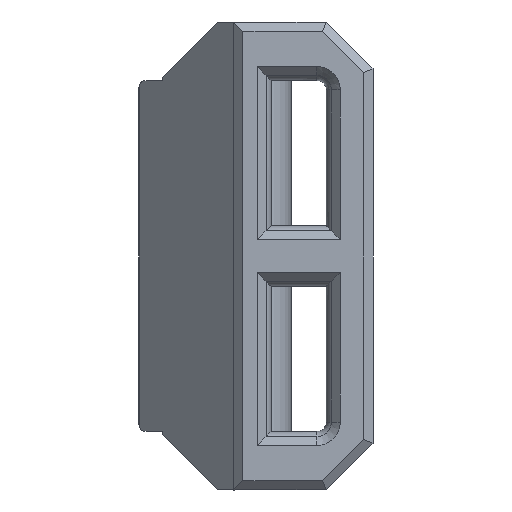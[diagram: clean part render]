
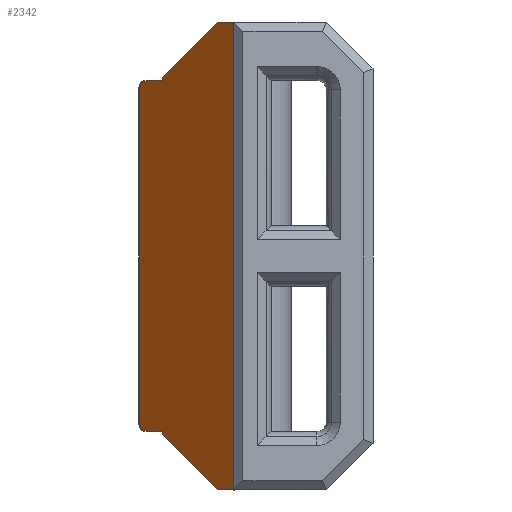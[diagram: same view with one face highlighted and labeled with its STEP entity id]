
A CAD part, left-side view. The second image highlights one B-rep face of the part: STEP entity #2342.
In plain terms, the highlighted planar face has unit normal (-0.707, 0.707, 0).
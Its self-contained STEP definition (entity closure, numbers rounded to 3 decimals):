
#56=ELLIPSE('',#2539,0.424,0.3);
#57=ELLIPSE('',#2540,0.424,0.3);
#278=FACE_OUTER_BOUND('',#427,.T.);
#427=EDGE_LOOP('',(#1676,#1677,#1678,#1679,#1680,#1681,#1682,#1683,#1684,
#1685,#1686,#1687));
#582=LINE('',#3604,#800);
#609=LINE('',#3686,#827);
#617=LINE('',#3704,#835);
#618=LINE('',#3706,#836);
#619=LINE('',#3708,#837);
#620=LINE('',#3710,#838);
#621=LINE('',#3714,#839);
#622=LINE('',#3718,#840);
#623=LINE('',#3720,#841);
#624=LINE('',#3721,#842);
#800=VECTOR('',#2831,10.);
#827=VECTOR('',#2904,10.);
#835=VECTOR('',#2922,10.);
#836=VECTOR('',#2923,10.);
#837=VECTOR('',#2924,10.);
#838=VECTOR('',#2925,10.);
#839=VECTOR('',#2928,10.);
#840=VECTOR('',#2931,10.);
#841=VECTOR('',#2932,10.);
#842=VECTOR('',#2933,10.);
#1017=VERTEX_POINT('',#3601);
#1018=VERTEX_POINT('',#3603);
#1043=VERTEX_POINT('',#3683);
#1044=VERTEX_POINT('',#3685);
#1050=VERTEX_POINT('',#3705);
#1051=VERTEX_POINT('',#3707);
#1052=VERTEX_POINT('',#3709);
#1053=VERTEX_POINT('',#3711);
#1054=VERTEX_POINT('',#3713);
#1055=VERTEX_POINT('',#3715);
#1056=VERTEX_POINT('',#3717);
#1057=VERTEX_POINT('',#3719);
#1233=EDGE_CURVE('',#1017,#1018,#582,.T.);
#1271=EDGE_CURVE('',#1043,#1044,#609,.T.);
#1280=EDGE_CURVE('',#1044,#1017,#617,.T.);
#1281=EDGE_CURVE('',#1050,#1043,#618,.F.);
#1282=EDGE_CURVE('',#1051,#1050,#619,.T.);
#1283=EDGE_CURVE('',#1052,#1051,#620,.T.);
#1284=EDGE_CURVE('',#1053,#1052,#56,.T.);
#1285=EDGE_CURVE('',#1054,#1053,#621,.T.);
#1286=EDGE_CURVE('',#1055,#1054,#57,.T.);
#1287=EDGE_CURVE('',#1056,#1055,#622,.T.);
#1288=EDGE_CURVE('',#1057,#1056,#623,.T.);
#1289=EDGE_CURVE('',#1018,#1057,#624,.F.);
#1676=ORIENTED_EDGE('',*,*,#1233,.F.);
#1677=ORIENTED_EDGE('',*,*,#1280,.F.);
#1678=ORIENTED_EDGE('',*,*,#1271,.F.);
#1679=ORIENTED_EDGE('',*,*,#1281,.F.);
#1680=ORIENTED_EDGE('',*,*,#1282,.F.);
#1681=ORIENTED_EDGE('',*,*,#1283,.F.);
#1682=ORIENTED_EDGE('',*,*,#1284,.F.);
#1683=ORIENTED_EDGE('',*,*,#1285,.F.);
#1684=ORIENTED_EDGE('',*,*,#1286,.F.);
#1685=ORIENTED_EDGE('',*,*,#1287,.F.);
#1686=ORIENTED_EDGE('',*,*,#1288,.F.);
#1687=ORIENTED_EDGE('',*,*,#1289,.F.);
#2265=PLANE('',#2538);
#2342=ADVANCED_FACE('',(#278),#2265,.F.);
#2538=AXIS2_PLACEMENT_3D('',#3703,#2920,#2921);
#2539=AXIS2_PLACEMENT_3D('',#3712,#2926,#2927);
#2540=AXIS2_PLACEMENT_3D('',#3716,#2929,#2930);
#2831=DIRECTION('',(0.707,0.707,0.));
#2904=DIRECTION('',(-0.707,-0.707,0.));
#2920=DIRECTION('center_axis',(0.707,-0.707,0.));
#2921=DIRECTION('ref_axis',(-0.707,-0.707,0.));
#2922=DIRECTION('',(0.,0.,-1.));
#2923=DIRECTION('',(0.577,0.577,-0.577));
#2924=DIRECTION('',(0.,0.,1.));
#2925=DIRECTION('',(-0.707,-0.707,0.));
#2926=DIRECTION('center_axis',(0.707,-0.707,0.));
#2927=DIRECTION('ref_axis',(0.707,0.707,0.));
#2928=DIRECTION('',(0.,0.,1.));
#2929=DIRECTION('center_axis',(0.707,-0.707,0.));
#2930=DIRECTION('ref_axis',(0.707,0.707,0.));
#2931=DIRECTION('',(0.707,0.707,0.));
#2932=DIRECTION('',(0.,0.,1.));
#2933=DIRECTION('',(-0.577,-0.577,-0.577));
#3601=CARTESIAN_POINT('',(-6.806,0.458,-10.));
#3603=CARTESIAN_POINT('',(-6.103,1.162,-10.));
#3604=CARTESIAN_POINT('',(-4.823,2.441,-10.));
#3683=CARTESIAN_POINT('',(-6.103,1.162,10.));
#3685=CARTESIAN_POINT('',(-6.806,0.458,10.));
#3686=CARTESIAN_POINT('',(-4.823,2.441,10.));
#3703=CARTESIAN_POINT('Origin',(-2.764,4.5,10.));
#3704=CARTESIAN_POINT('',(-6.806,0.458,10.));
#3705=CARTESIAN_POINT('',(-3.75,3.514,7.647));
#3706=CARTESIAN_POINT('',(-3.604,3.66,7.501));
#3707=CARTESIAN_POINT('',(-3.75,3.514,7.5));
#3708=CARTESIAN_POINT('',(-3.75,3.514,5.));
#3709=CARTESIAN_POINT('',(-3.064,4.2,7.5));
#3710=CARTESIAN_POINT('',(-3.886,3.379,7.5));
#3711=CARTESIAN_POINT('',(-2.764,4.5,7.2));
#3712=CARTESIAN_POINT('Origin',(-3.064,4.2,7.2));
#3713=CARTESIAN_POINT('',(-2.764,4.5,-7.2));
#3714=CARTESIAN_POINT('',(-2.764,4.5,5.));
#3715=CARTESIAN_POINT('',(-3.064,4.2,-7.5));
#3716=CARTESIAN_POINT('Origin',(-3.064,4.2,-7.2));
#3717=CARTESIAN_POINT('',(-3.75,3.514,-7.5));
#3718=CARTESIAN_POINT('',(-3.886,3.379,-7.5));
#3719=CARTESIAN_POINT('',(-3.75,3.514,-7.647));
#3720=CARTESIAN_POINT('',(-3.75,3.514,5.));
#3721=CARTESIAN_POINT('',(-0.27,6.994,-4.168));
